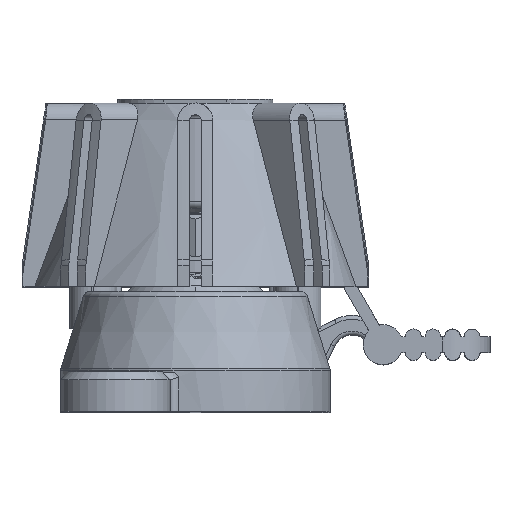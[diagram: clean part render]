
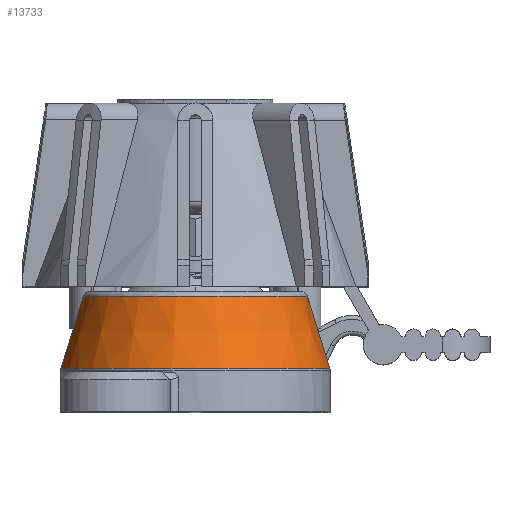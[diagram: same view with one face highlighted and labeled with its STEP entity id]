
A CAD part, top view. The second image highlights one B-rep face of the part: STEP entity #13733.
In plain terms, the highlighted conical face has half-angle 17.259 degrees and reference radius 15.709 mm.
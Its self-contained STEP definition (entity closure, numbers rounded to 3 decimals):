
#1=CARTESIAN_POINT('',(0.,-11.313,25.4));
#2=DIRECTION('',(0.,1.,0.));
#3=DIRECTION('',(-1.,0.,0.));
#4=AXIS2_PLACEMENT_3D('',#1,#2,#3);
#6=CARTESIAN_POINT('',(0.,-2.133,25.4));
#7=DIRECTION('',(0.,-1.,0.));
#8=DIRECTION('',(1.,0.,0.));
#9=AXIS2_PLACEMENT_3D('',#6,#7,#8);
#66=DIRECTION('',(-0.297,0.955,0.));
#67=VECTOR('',#66,9.613);
#68=CARTESIAN_POINT('',(17.135,-11.313,25.4));
#69=LINE('',#68,#67);
#283=DIRECTION('',(-0.297,-0.955,0.));
#284=VECTOR('',#283,9.613);
#285=CARTESIAN_POINT('',(-14.283,-2.133,25.4));
#286=LINE('',#285,#284);
#11873=CARTESIAN_POINT('',(17.135,-11.313,
25.4));
#11875=VERTEX_POINT('',#11873);
#11881=CARTESIAN_POINT('',(-17.135,-11.313,25.4));
#11882=VERTEX_POINT('',#11881);
#11905=CARTESIAN_POINT('',(-14.283,-2.133,25.4));
#11906=VERTEX_POINT('',#11905);
#11907=CARTESIAN_POINT('',(14.283,-2.133,25.4));
#11908=VERTEX_POINT('',#11907);
#13718=CARTESIAN_POINT('',(0.,-6.723,25.4));
#13719=DIRECTION('',(0.,-1.,0.));
#13720=DIRECTION('',(0.,0.,-1.));
#13721=AXIS2_PLACEMENT_3D('',#13718,#13719,#13720);
#13722=CONICAL_SURFACE('',#13721,15.709,17.259);
#13724=ORIENTED_EDGE('',*,*,#13723,.F.);
#13726=ORIENTED_EDGE('',*,*,#13725,.F.);
#13728=ORIENTED_EDGE('',*,*,#13727,.F.);
#13730=ORIENTED_EDGE('',*,*,#13729,.F.);
#13731=EDGE_LOOP('',(#13724,#13726,#13728,#13730));
#13732=FACE_OUTER_BOUND('',#13731,.F.);
#13733=ADVANCED_FACE('',(#13732),#13722,.T.);
#5=CIRCLE('',#4,17.135);
#10=CIRCLE('',#9,14.283);
#13723=EDGE_CURVE('',#11882,#11875,#5,.T.);
#13725=EDGE_CURVE('',#11906,#11882,#286,.T.);
#13727=EDGE_CURVE('',#11908,#11906,#10,.T.);
#13729=EDGE_CURVE('',#11875,#11908,#69,.T.);
